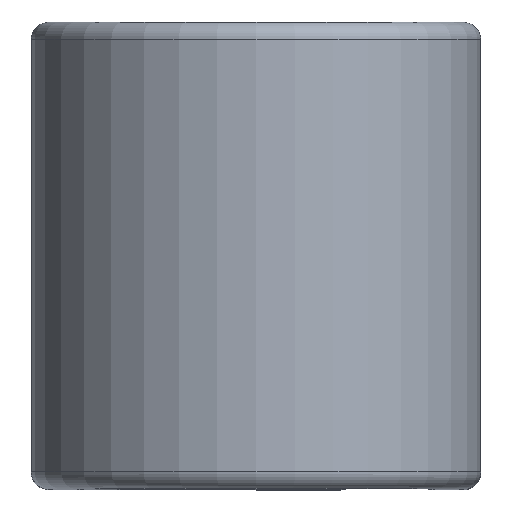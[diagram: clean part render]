
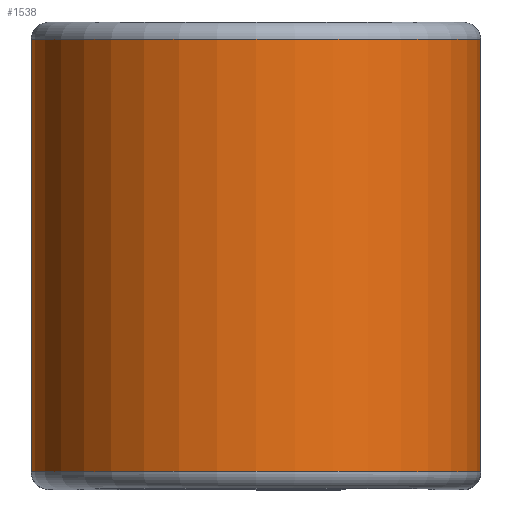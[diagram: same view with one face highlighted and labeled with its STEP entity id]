
A CAD part, top view. The second image highlights one B-rep face of the part: STEP entity #1538.
In plain terms, the highlighted cylindrical face has radius 9.944 mm (diameter 19.888 mm), a partial arc.
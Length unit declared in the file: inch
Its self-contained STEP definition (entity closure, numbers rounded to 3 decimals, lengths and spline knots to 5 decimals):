
#181 = VECTOR ( 'NONE', #889, 39.37008 ) ;
#214 = CARTESIAN_POINT ( 'NONE',  ( 0., 0.375, 0.562 ) ) ;
#247 = DIRECTION ( 'NONE',  ( 0., -1., 0. ) ) ;
#321 = CARTESIAN_POINT ( 'NONE',  ( -0.3915, 0.37625, 0.562 ) ) ;
#421 = CARTESIAN_POINT ( 'NONE',  ( 0.3915, 0.37625, 0.562 ) ) ;
#570 = DIRECTION ( 'NONE',  ( 0., -1., 0. ) ) ;
#648 = CIRCLE ( 'NONE', #2080, 0.3915 ) ;
#663 = ORIENTED_EDGE ( 'NONE', *, *, #1474, .T. ) ;
#701 = AXIS2_PLACEMENT_3D ( 'NONE', #1640, #247, #1879 ) ;
#735 = VERTEX_POINT ( 'NONE', #1409 ) ;
#743 = EDGE_CURVE ( 'NONE', #2232, #2809, #1213, .T. ) ;
#765 = CYLINDRICAL_SURFACE ( 'NONE', #1655, 0.3915 ) ;
#852 = EDGE_CURVE ( 'NONE', #735, #2809, #2547, .T. ) ;
#889 = DIRECTION ( 'NONE',  ( 0., 1., 0. ) ) ;
#1066 = FACE_OUTER_BOUND ( 'NONE', #2655, .T. ) ;
#1213 = LINE ( 'NONE', #1639, #2988 ) ;
#1358 = CARTESIAN_POINT ( 'NONE',  ( 0.3915, -0.37625, 0.562 ) ) ;
#1409 = CARTESIAN_POINT ( 'NONE',  ( 0.3915, 0.37625, 0.562 ) ) ;
#1426 = LINE ( 'NONE', #421, #181 ) ;
#1435 = ORIENTED_EDGE ( 'NONE', *, *, #743, .F. ) ;
#1474 = EDGE_CURVE ( 'NONE', #2999, #735, #1426, .T. ) ;
#1538 = ADVANCED_FACE ( 'NONE', ( #1066 ), #765, .T. ) ;
#1639 = CARTESIAN_POINT ( 'NONE',  ( -0.3915, 0.37625, 0.562 ) ) ;
#1640 = CARTESIAN_POINT ( 'NONE',  ( 0., 0.37625, 0.562 ) ) ;
#1655 = AXIS2_PLACEMENT_3D ( 'NONE', #214, #1828, #1843 ) ;
#1828 = DIRECTION ( 'NONE',  ( 0., -1., 0. ) ) ;
#1843 = DIRECTION ( 'NONE',  ( 0., 0., -1. ) ) ;
#1879 = DIRECTION ( 'NONE',  ( 0., 0., -1. ) ) ;
#1949 = CARTESIAN_POINT ( 'NONE',  ( 0., -0.37625, 0.562 ) ) ;
#2080 = AXIS2_PLACEMENT_3D ( 'NONE', #1949, #570, #2180 ) ;
#2180 = DIRECTION ( 'NONE',  ( 0., 0., -1. ) ) ;
#2232 = VERTEX_POINT ( 'NONE', #2882 ) ;
#2239 = EDGE_CURVE ( 'NONE', #2999, #2232, #648, .T. ) ;
#2341 = DIRECTION ( 'NONE',  ( 0., 1., 0. ) ) ;
#2547 = CIRCLE ( 'NONE', #701, 0.3915 ) ;
#2655 = EDGE_LOOP ( 'NONE', ( #663, #2912, #1435, #3024 ) ) ;
#2809 = VERTEX_POINT ( 'NONE', #321 ) ;
#2882 = CARTESIAN_POINT ( 'NONE',  ( -0.3915, -0.37625, 0.562 ) ) ;
#2912 = ORIENTED_EDGE ( 'NONE', *, *, #852, .T. ) ;
#2988 = VECTOR ( 'NONE', #2341, 39.37008 ) ;
#2999 = VERTEX_POINT ( 'NONE', #1358 ) ;
#3024 = ORIENTED_EDGE ( 'NONE', *, *, #2239, .F. ) ;
